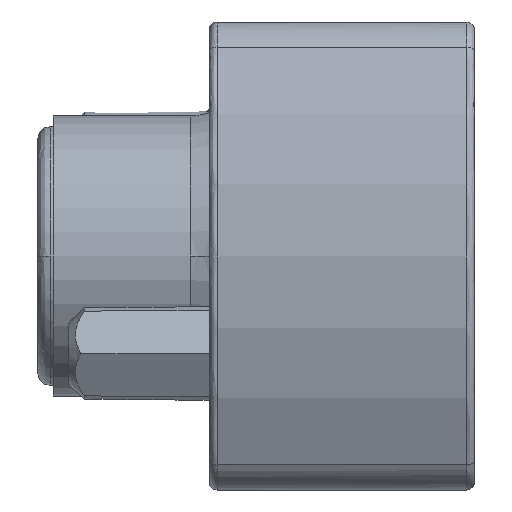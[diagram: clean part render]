
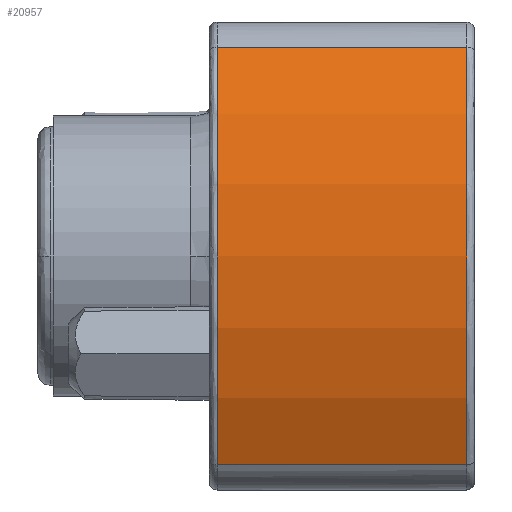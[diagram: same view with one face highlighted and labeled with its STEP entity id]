
A CAD part, left-side view. The second image highlights one B-rep face of the part: STEP entity #20957.
In plain terms, the highlighted cylindrical face has radius 7.367 mm (diameter 14.733 mm), a partial arc.
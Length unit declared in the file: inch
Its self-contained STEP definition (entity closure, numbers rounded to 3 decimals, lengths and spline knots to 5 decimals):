
#5 = AXIS2_PLACEMENT_3D ( 'NONE', #1658, #1654, #1655 ) ;
#1213 = VERTEX_POINT ( 'NONE', #13424 ) ;
#1215 = VERTEX_POINT ( 'NONE', #13416 ) ;
#1482 = VERTEX_POINT ( 'NONE', #13742 ) ;
#1486 = VERTEX_POINT ( 'NONE', #13722 ) ;
#1654 = DIRECTION ( 'NONE',  ( 0., -1., 0. ) ) ;
#1655 = DIRECTION ( 'NONE',  ( 1., 0., 0. ) ) ;
#1658 = CARTESIAN_POINT ( 'NONE',  ( -2.10827, 0.133, 0.15 ) ) ;
#3276 = FACE_OUTER_BOUND ( 'NONE', #18263, .T. ) ;
#3279 = CYLINDRICAL_SURFACE ( 'NONE', #5, 0.29002 ) ;
#11986 = ORIENTED_EDGE ( 'NONE', *, *, #14167, .T. ) ;
#11987 = ORIENTED_EDGE ( 'NONE', *, *, #14168, .T. ) ;
#11988 = ORIENTED_EDGE ( 'NONE', *, *, #14169, .T. ) ;
#11989 = ORIENTED_EDGE ( 'NONE', *, *, #14155, .F. ) ;
#12405 = CARTESIAN_POINT ( 'NONE',  ( -2.10827, 0.165, 0.15 ) ) ;
#12406 = DIRECTION ( 'NONE',  ( 0., 1., 0. ) ) ;
#12407 = DIRECTION ( 'NONE',  ( 1., 0., 0. ) ) ;
#12442 = DIRECTION ( 'NONE',  ( 0., 1., 0. ) ) ;
#12451 = CARTESIAN_POINT ( 'NONE',  ( -2.36557, 0.133, 0.01616 ) ) ;
#12452 = CARTESIAN_POINT ( 'NONE',  ( -2.36557, 0.133, 0.28384 ) ) ;
#12453 = DIRECTION ( 'NONE',  ( 0., -1., 0. ) ) ;
#12455 = CARTESIAN_POINT ( 'NONE',  ( -2.10827, 0.005, 0.15 ) ) ;
#12456 = DIRECTION ( 'NONE',  ( 0., 1., 0. ) ) ;
#12457 = DIRECTION ( 'NONE',  ( 1., 0., 0. ) ) ;
#13416 = CARTESIAN_POINT ( 'NONE',  ( -2.36557, 0.165, 0.28384 ) ) ;
#13424 = CARTESIAN_POINT ( 'NONE',  ( -2.36557, 0.165, 0.01616 ) ) ;
#13722 = CARTESIAN_POINT ( 'NONE',  ( -2.36557, 0.005, 0.28384 ) ) ;
#13742 = CARTESIAN_POINT ( 'NONE',  ( -2.36557, 0.005, 0.01616 ) ) ;
#14155 = EDGE_CURVE ( 'NONE', #1213, #1215, #22065, .T. ) ;
#14167 = EDGE_CURVE ( 'NONE', #1213, #1482, #22084, .T. ) ;
#14168 = EDGE_CURVE ( 'NONE', #1482, #1486, #22075, .T. ) ;
#14169 = EDGE_CURVE ( 'NONE', #1486, #1215, #22088, .T. ) ;
#18263 = EDGE_LOOP ( 'NONE', ( #11986, #11987, #11988, #11989 ) ) ;
#20957 = ADVANCED_FACE ( 'NONE', ( #3276 ), #3279, .T. ) ;
#21272 = AXIS2_PLACEMENT_3D ( 'NONE', #12405, #12406, #12407 ) ;
#21274 = AXIS2_PLACEMENT_3D ( 'NONE', #12455, #12456, #12457 ) ;
#22065 = CIRCLE ( 'NONE', #21272, 0.29002 ) ;
#22075 = CIRCLE ( 'NONE', #21274, 0.29002 ) ;
#22084 = LINE ( 'NONE', #12451, #22087 ) ;
#22087 = VECTOR ( 'NONE', #12453, 39.37008 ) ;
#22088 = LINE ( 'NONE', #12452, #22090 ) ;
#22090 = VECTOR ( 'NONE', #12442, 39.37008 ) ;
